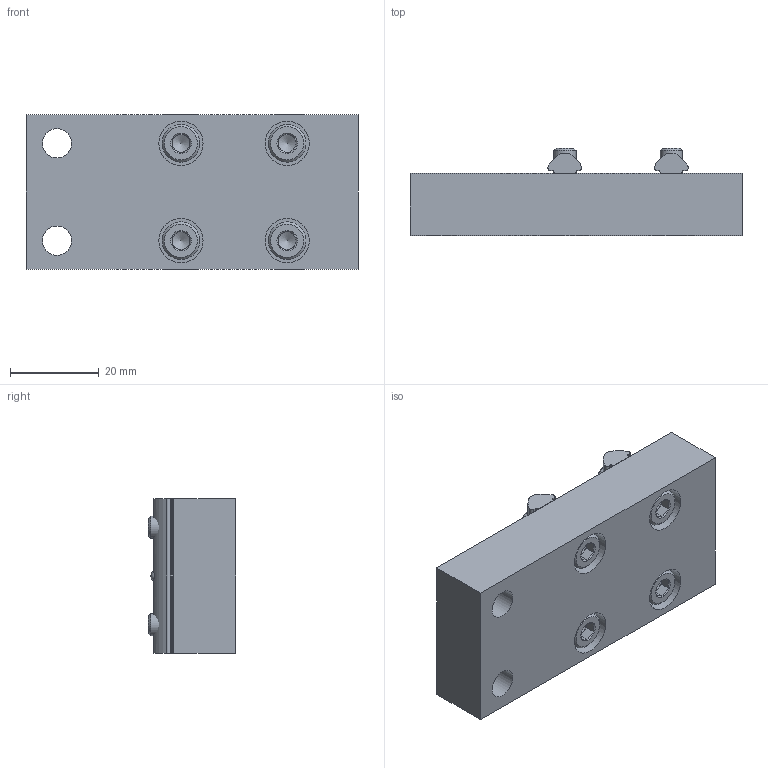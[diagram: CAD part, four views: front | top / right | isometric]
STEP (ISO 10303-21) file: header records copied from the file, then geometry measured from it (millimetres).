
FILE_DESCRIPTION(/* description */ ('STEP AP214'),/* implementation_level */ '2;1');
FILE_NAME(/* name */ '150738_MUP-40',/* time_stamp */ '2024-09-11T20:35:13+02:00',/* author */ ('License CC BY-ND 4.0'),/* organization */ ('CADENAS'),/* preprocessor_version */ 'ST-DEVELOPER v19.3',/* originating_system */ 'PARTsolutions',/* authorisation */ ' ');
FILE_SCHEMA (('AUTOMOTIVE_DESIGN {1 0 10303 214 3 1 1}'));
Length unit declared in the file: millimetre
Products named in the file (4): 150738 MUP-40---(0_0); 150738 MUP-40---(p_0); DIN-912 - M5x14(F); 652641 MUP-32/40
Assembly tree (7 placements, depth 2):
  150738 MUP-40---(0_0)
    150738 MUP-40---(p_0)
    DIN-912 - M5x14(F)  x4
    652641 MUP-32/40  x2
Bounding box: 75 x 19.7 x 35 mm (x, y, z)
Volume: 36842.6 mm3; surface area: 13420.5 mm2
Topology: 7 solids, 7 shells, 200 faces, 462 edges, 276 vertices
Faces by surface type: plane 96, cylinder 54, cone 48, sphere 2
Full cylindrical faces by diameter (mm): 4.134 x4, 5 x4, 5.5 x4, 6.6 x2, 8.5 x4, 10 x4
Entity records: 2476 total; most frequent: CARTESIAN_POINT 501, DIRECTION 398, ORIENTED_EDGE 348, EDGE_CURVE 174, AXIS2_PLACEMENT_3D 162, VERTEX_POINT 121, FACE_BOUND 121, EDGE_LOOP 120
